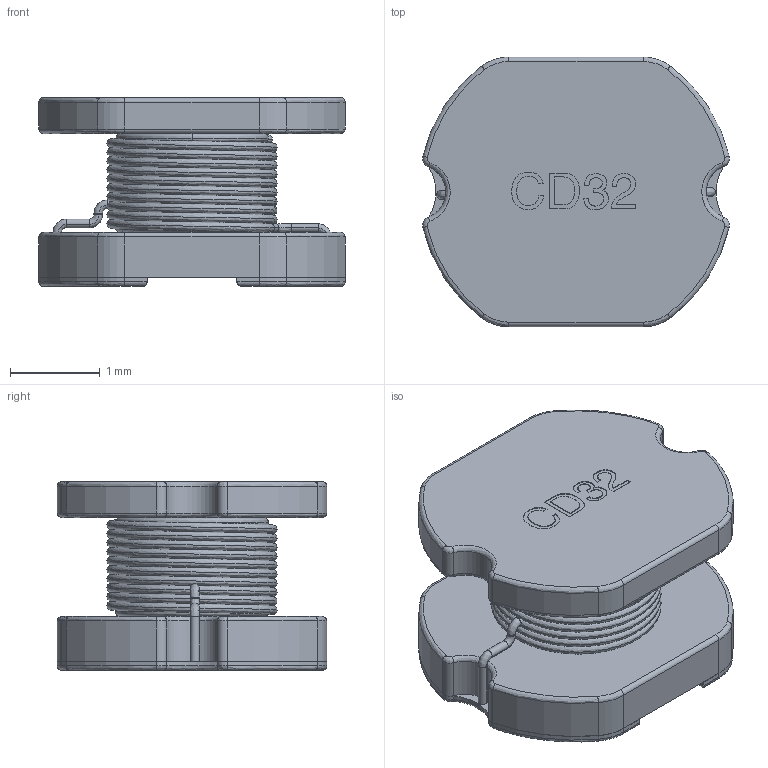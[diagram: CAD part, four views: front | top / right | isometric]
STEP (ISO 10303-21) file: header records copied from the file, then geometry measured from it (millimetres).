
FILE_DESCRIPTION (( 'STEP AP214' ), '1' );
FILE_NAME ('12.STEP', '2017-05-26T07:59:26', ( 'Charjie' ), ( 'Microsoft' ), 'SwSTEP 2.0', 'SolidWorks 2014', '' );
FILE_SCHEMA (( 'AUTOMOTIVE_DESIGN' ));
Length unit declared in the file: millimetre
Products named in the file (4): 12; CD33; CD32
Assembly tree (3 placements, depth 4):
  12
    CD33
      CD32
        CD32
Bounding box: 3.41 x 3 x 2.1 mm (x, y, z)
Volume: 11.3 mm3; surface area: 80.2 mm2
Topology: 5 solids, 5 shells, 266 faces, 628 edges, 375 vertices
Faces by surface type: bspline 163, cylinder 55, plane 48
Entity records: 17921 total; most frequent: CARTESIAN_POINT 9600, ORIENTED_EDGE 1252, DIRECTION 929, EDGE_CURVE 626, VERTEX_POINT 375, AXIS2_PLACEMENT_3D 367, UNCERTAINTY_MEASURE_WITH_UNIT 276, EDGE_LOOP 273
